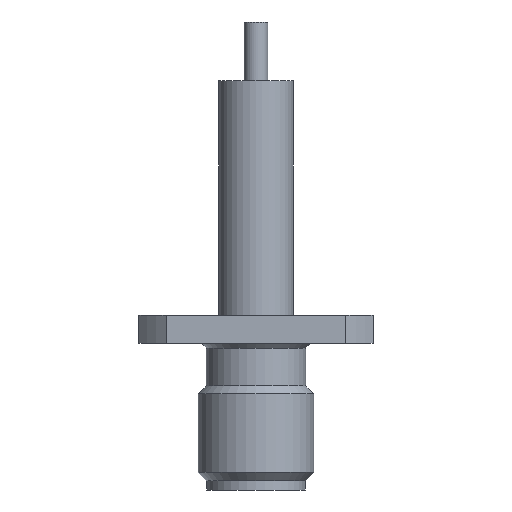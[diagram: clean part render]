
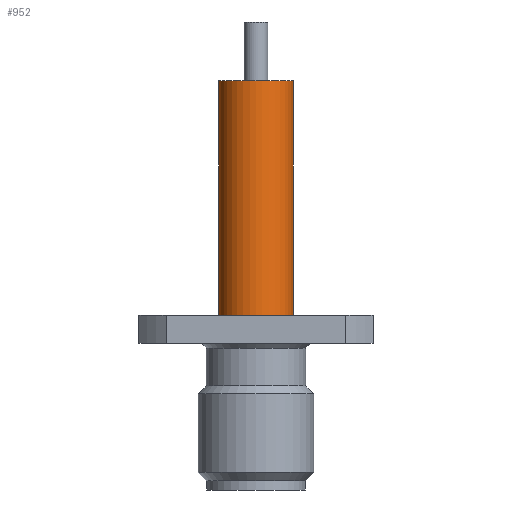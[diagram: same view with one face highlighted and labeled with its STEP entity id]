
A CAD part, front view. The second image highlights one B-rep face of the part: STEP entity #952.
In plain terms, the highlighted cylindrical face has radius 2.03 mm (diameter 4.06 mm), a partial arc.
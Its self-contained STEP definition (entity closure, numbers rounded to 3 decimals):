
#9 = DIRECTION ( 'NONE',  ( 0., 0., -1. ) ) ;
#19 = AXIS2_PLACEMENT_3D ( 'NONE', #517, #1266, #65 ) ;
#34 = EDGE_CURVE ( 'NONE', #1014, #510, #782, .T. ) ;
#39 = VERTEX_POINT ( 'NONE', #78 ) ;
#57 = DIRECTION ( 'NONE',  ( 0., 0., -1. ) ) ;
#65 = DIRECTION ( 'NONE',  ( 1., 0., 0. ) ) ;
#71 = DIRECTION ( 'NONE',  ( 0., 0., 1. ) ) ;
#75 = ORIENTED_EDGE ( 'NONE', *, *, #34, .T. ) ;
#78 = CARTESIAN_POINT ( 'NONE',  ( 2.03, 0., 12.725 ) ) ;
#102 = AXIS2_PLACEMENT_3D ( 'NONE', #577, #692, #288 ) ;
#261 = EDGE_CURVE ( 'NONE', #39, #1041, #478, .T. ) ;
#268 = CYLINDRICAL_SURFACE ( 'NONE', #19, 2.03 ) ;
#288 = DIRECTION ( 'NONE',  ( 1., 0., 0. ) ) ;
#308 = CARTESIAN_POINT ( 'NONE',  ( -2.03, 0., -7.495 ) ) ;
#380 = CARTESIAN_POINT ( 'NONE',  ( 2.03, 0., -7.495 ) ) ;
#392 = CARTESIAN_POINT ( 'NONE',  ( 2.03, 0., 0. ) ) ;
#448 = ORIENTED_EDGE ( 'NONE', *, *, #261, .T. ) ;
#478 = CIRCLE ( 'NONE', #102, 2.03 ) ;
#494 = VECTOR ( 'NONE', #9, 1000. ) ;
#495 = EDGE_CURVE ( 'NONE', #1041, #1014, #1036, .T. ) ;
#510 = VERTEX_POINT ( 'NONE', #392 ) ;
#517 = CARTESIAN_POINT ( 'NONE',  ( 0., 0., -7.495 ) ) ;
#577 = CARTESIAN_POINT ( 'NONE',  ( 0., 0., 12.725 ) ) ;
#692 = DIRECTION ( 'NONE',  ( 0., 0., -1. ) ) ;
#720 = CARTESIAN_POINT ( 'NONE',  ( -2.03, 0., 12.725 ) ) ;
#775 = CARTESIAN_POINT ( 'NONE',  ( 0., 0., 0. ) ) ;
#782 = CIRCLE ( 'NONE', #1232, 2.03 ) ;
#790 = EDGE_LOOP ( 'NONE', ( #448, #1026, #75, #901 ) ) ;
#900 = LINE ( 'NONE', #380, #1088 ) ;
#901 = ORIENTED_EDGE ( 'NONE', *, *, #909, .F. ) ;
#905 = DIRECTION ( 'NONE',  ( 1., 0., 0. ) ) ;
#909 = EDGE_CURVE ( 'NONE', #39, #510, #900, .T. ) ;
#952 = ADVANCED_FACE ( 'NONE', ( #1063 ), #268, .T. ) ;
#1014 = VERTEX_POINT ( 'NONE', #1272 ) ;
#1026 = ORIENTED_EDGE ( 'NONE', *, *, #495, .T. ) ;
#1036 = LINE ( 'NONE', #308, #494 ) ;
#1041 = VERTEX_POINT ( 'NONE', #720 ) ;
#1063 = FACE_OUTER_BOUND ( 'NONE', #790, .T. ) ;
#1088 = VECTOR ( 'NONE', #57, 1000. ) ;
#1232 = AXIS2_PLACEMENT_3D ( 'NONE', #775, #71, #905 ) ;
#1266 = DIRECTION ( 'NONE',  ( 0., 0., -1. ) ) ;
#1272 = CARTESIAN_POINT ( 'NONE',  ( -2.03, 0., 0. ) ) ;
